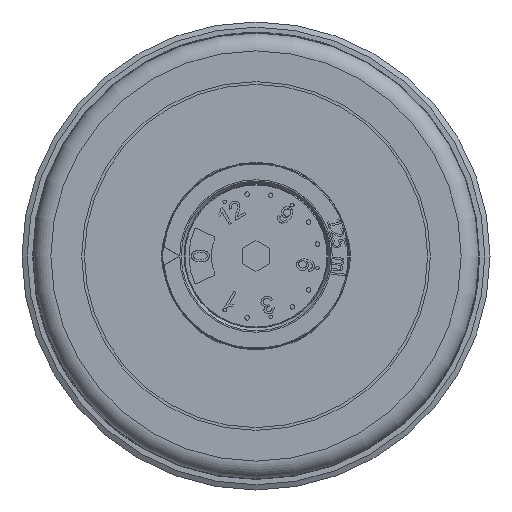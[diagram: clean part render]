
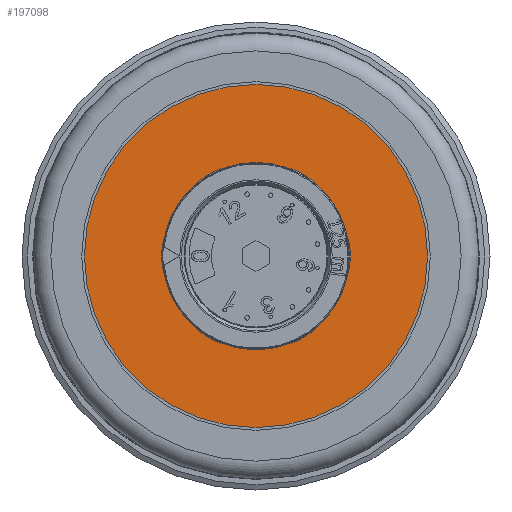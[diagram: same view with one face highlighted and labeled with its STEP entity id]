
A CAD part, left-side view. The second image highlights one B-rep face of the part: STEP entity #197098.
In plain terms, the highlighted planar face has unit normal (-1, 0, 0).
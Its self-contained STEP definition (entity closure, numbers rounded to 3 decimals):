
#197036=CARTESIAN_POINT('',(1.15,0.,10.46));
#197037=VERTEX_POINT('',#197036);
#197038=CARTESIAN_POINT('',(1.15,0.,0.));
#197039=DIRECTION('',(1.0,0.0,0.0));
#197040=DIRECTION('',(0.0,0.0,-1.0));
#197041=AXIS2_PLACEMENT_3D('',#197038,#197039,#197040);
#197042=CIRCLE('',#197041,10.46);
#197043=EDGE_CURVE('',#197037,#197037,#197042,.T.);
#197064=CARTESIAN_POINT('',(1.15,0.,19.2));
#197065=VERTEX_POINT('',#197064);
#197066=CARTESIAN_POINT('',(1.15,0.,0.));
#197067=DIRECTION('',(1.0,0.0,0.0));
#197068=DIRECTION('',(0.0,0.0,-1.0));
#197069=AXIS2_PLACEMENT_3D('',#197066,#197067,#197068);
#197070=CIRCLE('',#197069,19.2);
#197071=EDGE_CURVE('',#197065,#197065,#197070,.T.);
#197087=CARTESIAN_POINT('',(1.15,0.,0.));
#197088=DIRECTION('',(1.0,0.0,0.0));
#197089=DIRECTION('',(0.0,0.0,-1.0));
#197090=AXIS2_PLACEMENT_3D('',#197087,#197088,#197089);
#197091=PLANE('',#197090);
#197092=ORIENTED_EDGE('',*,*,#197071,.F.);
#197093=EDGE_LOOP('',(#197092));
#197094=FACE_OUTER_BOUND('',#197093,.T.);
#197095=ORIENTED_EDGE('',*,*,#197043,.T.);
#197096=EDGE_LOOP('',(#197095));
#197097=FACE_BOUND('',#197096,.T.);
#197098=ADVANCED_FACE('',(#197094,#197097),#197091,.F.);
